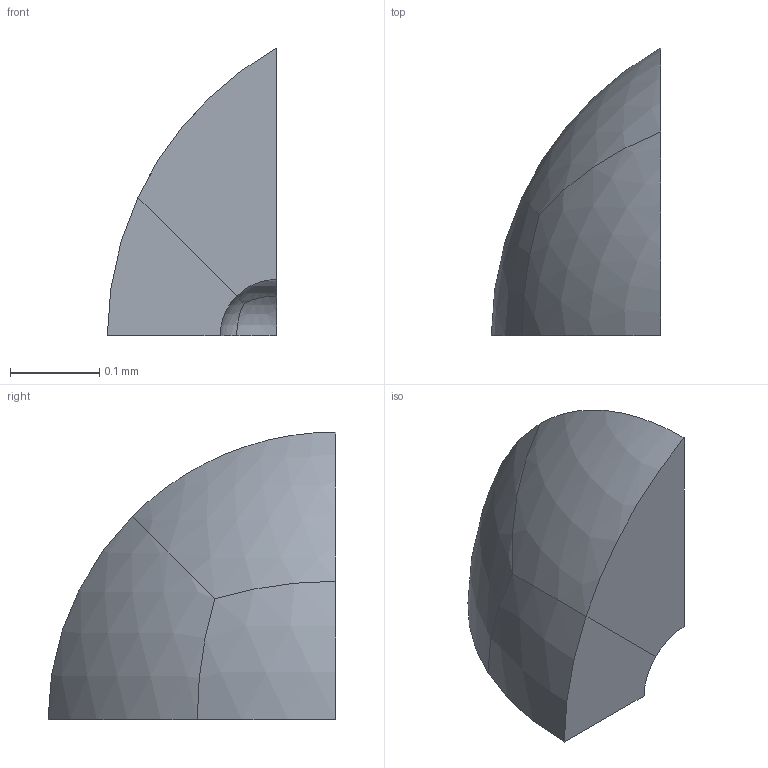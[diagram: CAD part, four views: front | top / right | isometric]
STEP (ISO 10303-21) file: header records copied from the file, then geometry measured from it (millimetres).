
FILE_DESCRIPTION(('STEP AP214'),'1');
FILE_NAME('quarter_sphere.stp','2018-04-05T17:53:18',('Cubit 15.3'),(' '),'Spatial InterOp 3D',' ',' ');
FILE_SCHEMA(('automotive_design'));
Length unit declared in the file: millimetre
Products named in the file (4): 1; 2; 3; 4
Bounding box: 0.19 x 0.32 x 0.32 mm (x, y, z)
Volume: 0 mm3; surface area: 0.4 mm2
Topology: 3 solids, 3 shells, 18 faces, 37 edges, 25 vertices
Faces by surface type: plane 12, sphere 6
Entity records: 548 total; most frequent: DIRECTION 104, CARTESIAN_POINT 83, ORIENTED_EDGE 72, AXIS2_PLACEMENT_3D 46, EDGE_CURVE 36, VERTEX_POINT 24, CIRCLE 24, ADVANCED_FACE 18
